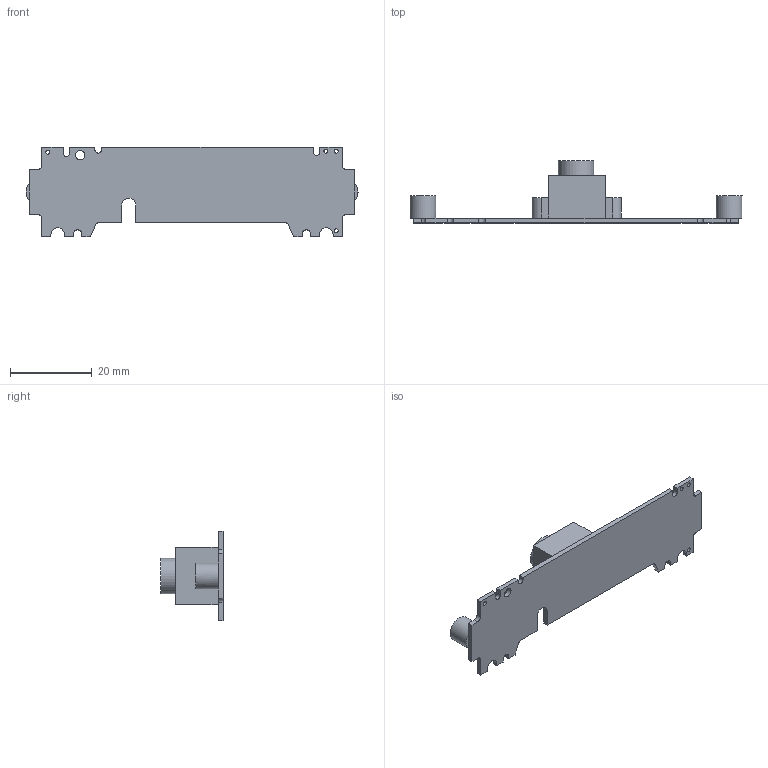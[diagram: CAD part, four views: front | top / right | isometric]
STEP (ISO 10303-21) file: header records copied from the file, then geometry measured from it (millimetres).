
FILE_DESCRIPTION(/* description */ (''),/* implementation_level */ '2;1');
FILE_NAME(/* name */ 'logitech_camera.step',/* time_stamp */ '2019-01-17T21:07:27-08:00',/* author */ (''),/* organization */ (''),/* preprocessor_version */ 'ST-DEVELOPER v17.2',/* originating_system */ 'Autodesk Translation Framework v7.6.0.251',/* authorisation */ '');
FILE_SCHEMA (('AUTOMOTIVE_DESIGN { 1 0 10303 214 3 1 1 }'));
Length unit declared in the file: millimetre
Products named in the file (1): logitech_camera
Bounding box: 81.3 x 15.2 x 22 mm (x, y, z)
Volume: 4513.4 mm3; surface area: 4207 mm2
Topology: 1 solids, 1 shells, 82 faces, 244 edges, 166 vertices
Faces by surface type: plane 58, cylinder 24
Full cylindrical faces by diameter (mm): 1 x4, 2.25 x1, 6.3 x2, 8.7 x1
Entity records: 2937 total; most frequent: CARTESIAN_POINT 493, ORIENTED_EDGE 488, DIRECTION 476, EDGE_CURVE 244, LINE 178, VECTOR 178, VERTEX_POINT 166, AXIS2_PLACEMENT_3D 149
